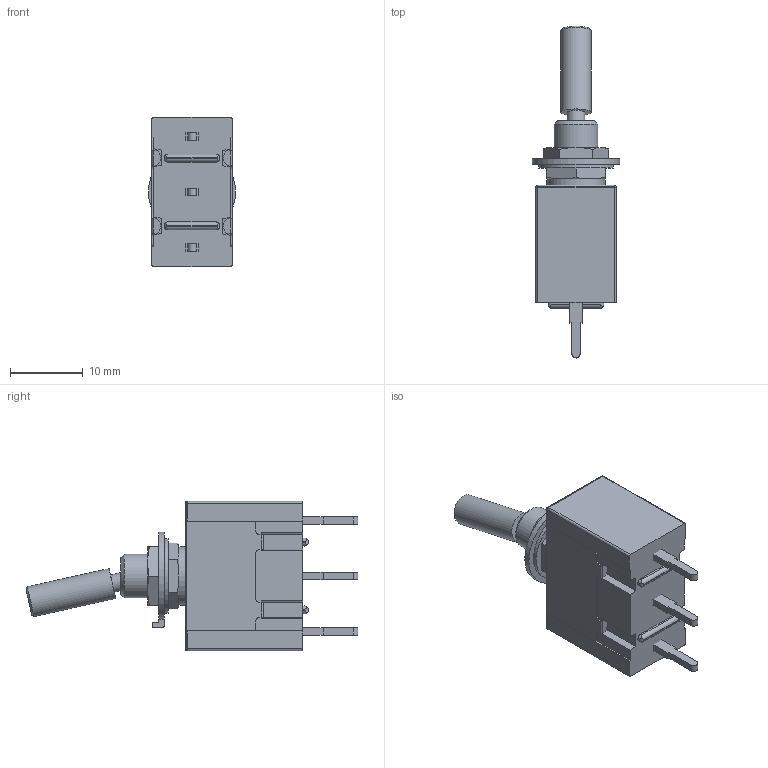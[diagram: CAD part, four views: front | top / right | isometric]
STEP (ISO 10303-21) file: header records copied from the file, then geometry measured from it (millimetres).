
FILE_DESCRIPTION(/* description */ (''),/* implementation_level */ '2;1');
FILE_NAME(/* name */ 'ELEC_Toggle_P2012P-NR.iam.step',/* time_stamp */ '2015-01-02T19:32:33-08:00',/* author */ ('Philip'),/* organization */ (''),/* preprocessor_version */ 'ST-DEVELOPER v15.6',/* originating_system */ 'Autodesk Inventor 2015',/* authorisation */ '');
FILE_SCHEMA (('AUTOMOTIVE_DESIGN { 1 0 10303 214 3 1 1 }'));
Length unit declared in the file: inch
Products named in the file (9): _P2012-housing; _P2012-cover; _P2012-bushing; _P2011-toggles; _AT513M-P; _AT509-P; _AT507M-P; _P2012P_terminal; ELEC_Toggle_P2012P-NR
Assembly tree (9 placements, depth 2):
  ELEC_Toggle_P2012P-NR
    _P2012-housing
    _P2012-cover
    _P2012-bushing
    _P2011-toggles
    _AT513M-P  x2
    _AT509-P
    _AT507M-P
    _P2012P_terminal
Bounding box: 11.99 x 45.6 x 20.5 mm (x, y, z)
Volume: 4111.7 mm3; surface area: 4062.3 mm2
Topology: 9 solids, 9 shells, 255 faces, 688 edges, 456 vertices
Faces by surface type: plane 157, cylinder 80, cone 18
Full cylindrical faces by diameter (mm): 2.413 x1, 4.191 x1, 4.2 x1, 4.917 x2, 8.001 x1, 10.211 x1
Entity records: 7802 total; most frequent: CARTESIAN_POINT 1486, ORIENTED_EDGE 1274, DIRECTION 1271, EDGE_CURVE 637, LINE 455, VECTOR 455, VERTEX_POINT 429, AXIS2_PLACEMENT_3D 408
